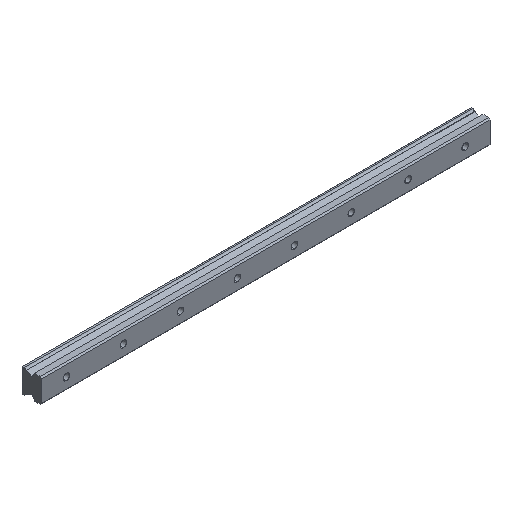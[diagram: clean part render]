
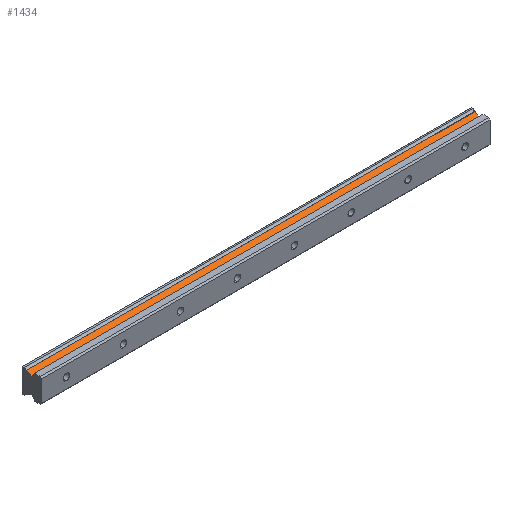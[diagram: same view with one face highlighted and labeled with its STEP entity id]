
A CAD part, isometric view. The second image highlights one B-rep face of the part: STEP entity #1434.
In plain terms, the highlighted planar face has unit normal (0, -0.499, 0.867).
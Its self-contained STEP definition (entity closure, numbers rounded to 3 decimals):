
#2 = VECTOR ( 'NONE', #1562, 1000. ) ;
#24 = DIRECTION ( 'NONE',  ( 0., 0.867, 0.499 ) ) ;
#44 = VECTOR ( 'NONE', #1942, 1000. ) ;
#48 = DIRECTION ( 'NONE',  ( 0., -0.867, -0.499 ) ) ;
#60 = ORIENTED_EDGE ( 'NONE', *, *, #2017, .F. ) ;
#90 = CARTESIAN_POINT ( 'NONE',  ( 595., 21.02, 15.006 ) ) ;
#119 = DIRECTION ( 'NONE',  ( 0., 0.499, -0.867 ) ) ;
#185 = CARTESIAN_POINT ( 'NONE',  ( 595., 14.475, 11.24 ) ) ;
#196 = VERTEX_POINT ( 'NONE', #185 ) ;
#268 = LINE ( 'NONE', #1409, #2 ) ;
#368 = LINE ( 'NONE', #1870, #1377 ) ;
#440 = VERTEX_POINT ( 'NONE', #726 ) ;
#544 = VERTEX_POINT ( 'NONE', #599 ) ;
#599 = CARTESIAN_POINT ( 'NONE',  ( -35., 21.02, 15.006 ) ) ;
#665 = ORIENTED_EDGE ( 'NONE', *, *, #1857, .T. ) ;
#726 = CARTESIAN_POINT ( 'NONE',  ( -35., 14.475, 11.24 ) ) ;
#787 = EDGE_CURVE ( 'NONE', #196, #440, #268, .T. ) ;
#847 = FACE_OUTER_BOUND ( 'NONE', #1598, .T. ) ;
#1070 = DIRECTION ( 'NONE',  ( 0., -0.867, -0.499 ) ) ;
#1250 = ORIENTED_EDGE ( 'NONE', *, *, #787, .F. ) ;
#1302 = PLANE ( 'NONE',  #1647 ) ;
#1377 = VECTOR ( 'NONE', #48, 1000. ) ;
#1409 = CARTESIAN_POINT ( 'NONE',  ( 595., 14.475, 11.24 ) ) ;
#1434 = ADVANCED_FACE ( 'NONE', ( #847 ), #1302, .F. ) ;
#1474 = CARTESIAN_POINT ( 'NONE',  ( 595., 21.02, 15.006 ) ) ;
#1520 = CARTESIAN_POINT ( 'NONE',  ( 595., 21.02, 15.006 ) ) ;
#1558 = CARTESIAN_POINT ( 'NONE',  ( 595., 21.02, 15.006 ) ) ;
#1562 = DIRECTION ( 'NONE',  ( -1., 0., 0. ) ) ;
#1596 = EDGE_CURVE ( 'NONE', #2146, #196, #1867, .T. ) ;
#1598 = EDGE_LOOP ( 'NONE', ( #1250, #2143, #60, #665 ) ) ;
#1647 = AXIS2_PLACEMENT_3D ( 'NONE', #1520, #119, #24 ) ;
#1857 = EDGE_CURVE ( 'NONE', #544, #440, #368, .T. ) ;
#1867 = LINE ( 'NONE', #1558, #1920 ) ;
#1870 = CARTESIAN_POINT ( 'NONE',  ( -35., 21.02, 15.006 ) ) ;
#1920 = VECTOR ( 'NONE', #1070, 1000. ) ;
#1932 = LINE ( 'NONE', #90, #44 ) ;
#1942 = DIRECTION ( 'NONE',  ( 1., 0., 0. ) ) ;
#2017 = EDGE_CURVE ( 'NONE', #544, #2146, #1932, .T. ) ;
#2143 = ORIENTED_EDGE ( 'NONE', *, *, #1596, .F. ) ;
#2146 = VERTEX_POINT ( 'NONE', #1474 ) ;
